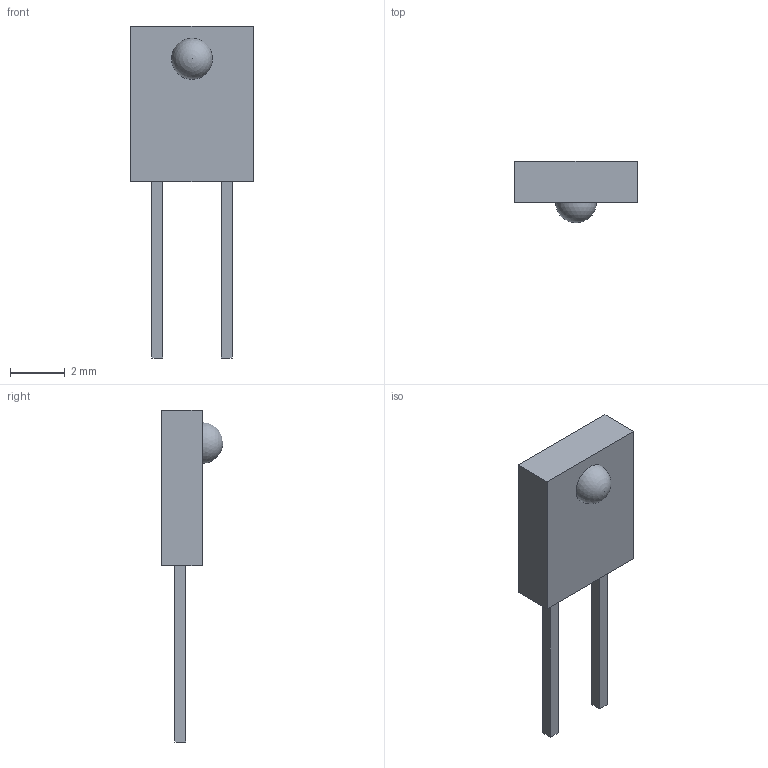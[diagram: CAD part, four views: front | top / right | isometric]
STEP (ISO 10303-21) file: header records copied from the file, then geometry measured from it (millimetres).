
FILE_DESCRIPTION(/* description */ ('STEP AP242 Edition 2','CAx-IF Rec.Pracs.---Representation and Presentation of Product Manufacturing Information (PMI)---4.0---2014-10-13','CAx-IF Rec.Pracs.---3D Tessellated Geometry---0.4---2014-09-14','2;1','CAx-IF Rec.Pracs.---User Defined Attributes---1.5---2016-08-15'),/* implementation_level */ '2;1');
FILE_NAME(/* name */ '694b9c67b7b30ead00c01386',/* time_stamp */ '2025-12-24T07:55:20Z',/* author */ (''),/* organization */ (''),/* preprocessor_version */ 'ST-DEVELOPER v20',/* originating_system */ 'ONSHAPE BY PTC INC, 1.208',/* authorisation */ ' ');
FILE_SCHEMA (('AP242_MANAGED_MODEL_BASED_3D_ENGINEERING_MIM_LF { 1 0 10303 442 3 1 4 }'));
Length unit declared in the file: metre
Products named in the file (4): Body; LensPT; Mirrored LeadA; Mirrored LeadB
Bounding box: 4.5 x 2.25 x 12.15 mm (x, y, z)
Volume: 44.2 mm3; surface area: 131.5 mm2
Topology: 4 solids, 4 shells, 26 faces, 57 edges, 38 vertices
Faces by surface type: plane 22, cylinder 3, sphere 1
Entity records: 797 total; most frequent: DIRECTION 122, CARTESIAN_POINT 122, ORIENTED_EDGE 110, EDGE_CURVE 55, LINE 48, VECTOR 48, VERTEX_POINT 37, AXIS2_PLACEMENT_3D 37
